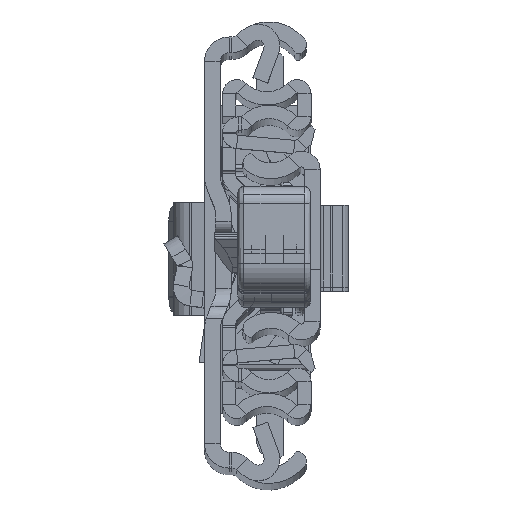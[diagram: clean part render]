
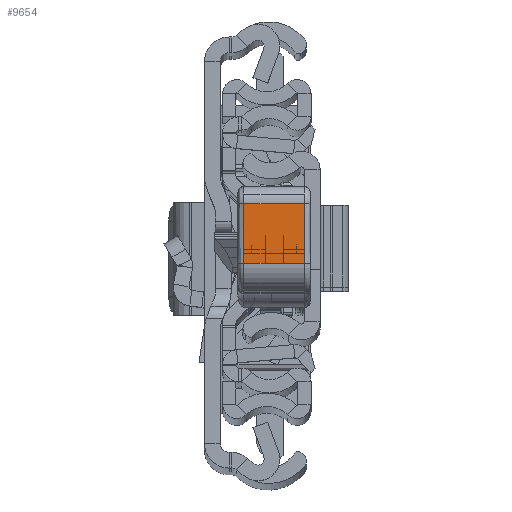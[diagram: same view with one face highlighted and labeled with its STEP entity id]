
A CAD part, top view. The second image highlights one B-rep face of the part: STEP entity #9654.
In plain terms, the highlighted face is planar.
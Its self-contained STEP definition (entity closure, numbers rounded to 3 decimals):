
#404 = CARTESIAN_POINT ( 'NONE',  ( 39.55, -12.274, -11. ) ) ;
#3218 = AXIS2_PLACEMENT_3D ( 'NONE', #27369, #32447, #18173 ) ;
#3239 = DIRECTION ( 'NONE',  ( 0., 0., 1. ) ) ;
#3614 = LINE ( 'NONE', #26218, #18836 ) ;
#5301 = EDGE_CURVE ( 'NONE', #23491, #29749, #34452, .T. ) ;
#6605 = DIRECTION ( 'NONE',  ( -0.027, -1., 0. ) ) ;
#6628 = VERTEX_POINT ( 'NONE', #35763 ) ;
#6653 = VECTOR ( 'NONE', #28756, 1000. ) ;
#8436 = VERTEX_POINT ( 'NONE', #35679 ) ;
#9102 = LINE ( 'NONE', #26298, #6653 ) ;
#9654 = ADVANCED_FACE ( 'NONE', ( #9785 ), #30012, .F. ) ;
#9785 = FACE_OUTER_BOUND ( 'NONE', #36430, .T. ) ;
#10058 = VECTOR ( 'NONE', #3239, 1000. ) ;
#16943 = ORIENTED_EDGE ( 'NONE', *, *, #21179, .F. ) ;
#18063 = ORIENTED_EDGE ( 'NONE', *, *, #22608, .F. ) ;
#18173 = DIRECTION ( 'NONE',  ( -0.027, -1., 0. ) ) ;
#18836 = VECTOR ( 'NONE', #6605, 1000. ) ;
#21055 = ORIENTED_EDGE ( 'NONE', *, *, #25982, .F. ) ;
#21179 = EDGE_CURVE ( 'NONE', #29749, #8436, #9102, .T. ) ;
#22608 = EDGE_CURVE ( 'NONE', #8436, #6628, #35530, .T. ) ;
#23491 = VERTEX_POINT ( 'NONE', #28588 ) ;
#24004 = VECTOR ( 'NONE', #32565, 1000. ) ;
#25982 = EDGE_CURVE ( 'NONE', #6628, #23491, #3614, .T. ) ;
#26218 = CARTESIAN_POINT ( 'NONE',  ( 39.55, -12.274, -10. ) ) ;
#26298 = CARTESIAN_POINT ( 'NONE',  ( 39.55, -12.274, 0. ) ) ;
#27369 = CARTESIAN_POINT ( 'NONE',  ( 39.55, -12.274, -11. ) ) ;
#28013 = ORIENTED_EDGE ( 'NONE', *, *, #5301, .F. ) ;
#28588 = CARTESIAN_POINT ( 'NONE',  ( 39.55, -12.274, -10. ) ) ;
#28756 = DIRECTION ( 'NONE',  ( 0.027, 1., 0. ) ) ;
#29749 = VERTEX_POINT ( 'NONE', #30858 ) ;
#30012 = PLANE ( 'NONE',  #3218 ) ;
#30858 = CARTESIAN_POINT ( 'NONE',  ( 39.55, -12.274, 0. ) ) ;
#32447 = DIRECTION ( 'NONE',  ( -1., 0.027, 0. ) ) ;
#32565 = DIRECTION ( 'NONE',  ( 0., 0., -1. ) ) ;
#34452 = LINE ( 'NONE', #404, #10058 ) ;
#34474 = CARTESIAN_POINT ( 'NONE',  ( 39.818, -2.465, -11. ) ) ;
#35530 = LINE ( 'NONE', #34474, #24004 ) ;
#35679 = CARTESIAN_POINT ( 'NONE',  ( 39.818, -2.465, 0. ) ) ;
#35763 = CARTESIAN_POINT ( 'NONE',  ( 39.818, -2.465, -10. ) ) ;
#36430 = EDGE_LOOP ( 'NONE', ( #28013, #21055, #18063, #16943 ) ) ;
